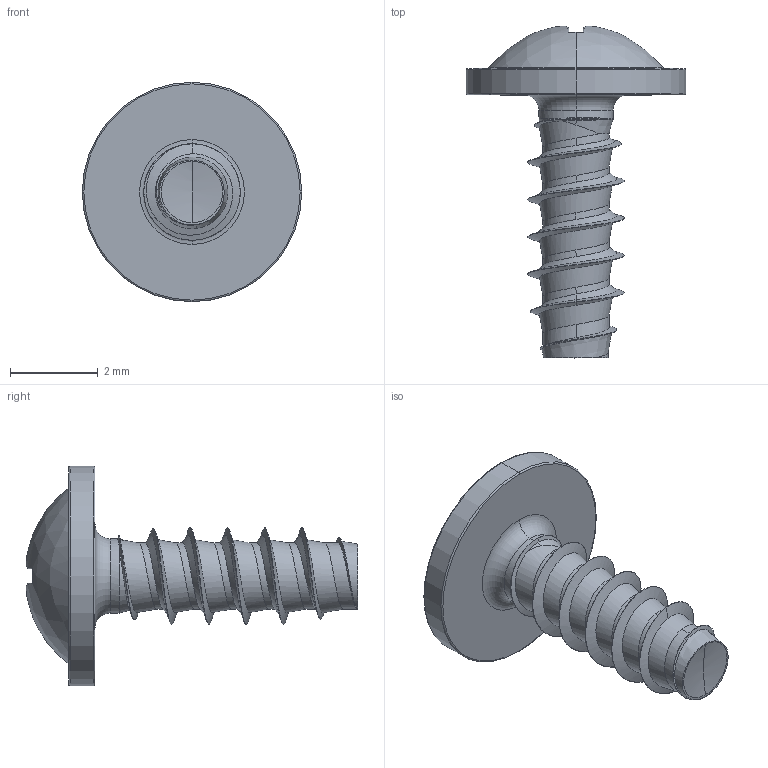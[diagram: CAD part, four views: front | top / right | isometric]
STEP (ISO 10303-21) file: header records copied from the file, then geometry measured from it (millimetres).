
FILE_DESCRIPTION (( 'STEP AP203' ), '1' );
FILE_NAME ('STP310220060.STEP', '2017-08-15T04:07:21', ( '' ), ( '' ), 'SwSTEP 2.0', 'SolidWorks 2015', '' );
FILE_SCHEMA (( 'CONFIG_CONTROL_DESIGN' ));
Length unit declared in the file: millimetre
Products named in the file (1): STP310220060
Bounding box: 5 x 7.57 x 5 mm (x, y, z)
Volume: 30.4 mm3; surface area: 99.5 mm2
Topology: 1 solids, 1 shells, 178 faces, 402 edges, 227 vertices
Faces by surface type: bspline 51, cylinder 38, torus 30, sphere 28, plane 23, cone 8
Entity records: 14966 total; most frequent: CARTESIAN_POINT 11291, ORIENTED_EDGE 800, DIRECTION 712, EDGE_CURVE 400, AXIS2_PLACEMENT_3D 321, VERTEX_POINT 227, CIRCLE 193, EDGE_LOOP 181
